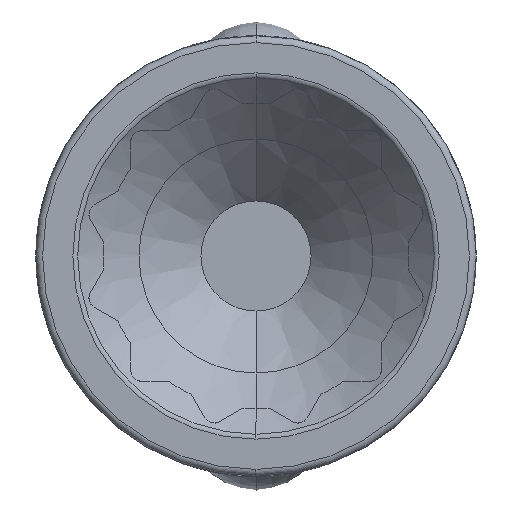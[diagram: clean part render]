
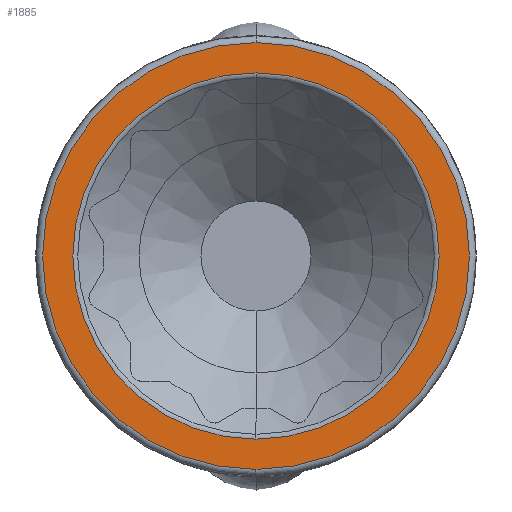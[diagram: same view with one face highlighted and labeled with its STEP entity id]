
A CAD part, left-side view. The second image highlights one B-rep face of the part: STEP entity #1885.
In plain terms, the highlighted planar face has unit normal (-1, 0, 0).
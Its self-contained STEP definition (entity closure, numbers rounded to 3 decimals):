
#146 = AXIS2_PLACEMENT_3D ( 'NONE', #4881, #1892, #7839 ) ;
#482 = EDGE_CURVE ( 'NONE', #6179, #2036, #1551, .T. ) ;
#556 = CARTESIAN_POINT ( 'NONE',  ( -49., 0., 0. ) ) ;
#695 = DIRECTION ( 'NONE',  ( -1., 0., 0. ) ) ;
#977 = AXIS2_PLACEMENT_3D ( 'NONE', #556, #1175, #5998 ) ;
#988 = EDGE_LOOP ( 'NONE', ( #3965, #6941 ) ) ;
#1175 = DIRECTION ( 'NONE',  ( 1., 0., 0. ) ) ;
#1551 = CIRCLE ( 'NONE', #3608, 15.5 ) ;
#1857 = VERTEX_POINT ( 'NONE', #6161 ) ;
#1885 = ADVANCED_FACE ( 'NONE', ( #6731, #6832 ), #3693, .T. ) ;
#1892 = DIRECTION ( 'NONE',  ( 1., 0., 0. ) ) ;
#1965 = DIRECTION ( 'NONE',  ( 0., 0., 1. ) ) ;
#2036 = VERTEX_POINT ( 'NONE', #6127 ) ;
#2110 = AXIS2_PLACEMENT_3D ( 'NONE', #4314, #695, #5512 ) ;
#2440 = EDGE_CURVE ( 'NONE', #1857, #3673, #3402, .T. ) ;
#2588 = DIRECTION ( 'NONE',  ( 0., 0., 1. ) ) ;
#3194 = EDGE_CURVE ( 'NONE', #2036, #6179, #6962, .T. ) ;
#3232 = ORIENTED_EDGE ( 'NONE', *, *, #482, .T. ) ;
#3402 = CIRCLE ( 'NONE', #146, 13.307 ) ;
#3608 = AXIS2_PLACEMENT_3D ( 'NONE', #4883, #5469, #1965 ) ;
#3673 = VERTEX_POINT ( 'NONE', #4895 ) ;
#3693 = PLANE ( 'NONE',  #2110 ) ;
#3965 = ORIENTED_EDGE ( 'NONE', *, *, #5737, .T. ) ;
#4314 = CARTESIAN_POINT ( 'NONE',  ( -49., 0., -16. ) ) ;
#4881 = CARTESIAN_POINT ( 'NONE',  ( -49., 0., 0. ) ) ;
#4883 = CARTESIAN_POINT ( 'NONE',  ( -49., 0., 0. ) ) ;
#4895 = CARTESIAN_POINT ( 'NONE',  ( -49., 0., 13.307 ) ) ;
#5167 = EDGE_LOOP ( 'NONE', ( #6764, #3232 ) ) ;
#5469 = DIRECTION ( 'NONE',  ( -1., 0., 0. ) ) ;
#5512 = DIRECTION ( 'NONE',  ( 0., 0., 1. ) ) ;
#5660 = DIRECTION ( 'NONE',  ( -1., 0., 0. ) ) ;
#5737 = EDGE_CURVE ( 'NONE', #3673, #1857, #7820, .T. ) ;
#5998 = DIRECTION ( 'NONE',  ( 0., 0., 1. ) ) ;
#6127 = CARTESIAN_POINT ( 'NONE',  ( -49., 0., 15.5 ) ) ;
#6161 = CARTESIAN_POINT ( 'NONE',  ( -49., 0., -13.307 ) ) ;
#6179 = VERTEX_POINT ( 'NONE', #6357 ) ;
#6357 = CARTESIAN_POINT ( 'NONE',  ( -49., 0., -15.5 ) ) ;
#6625 = AXIS2_PLACEMENT_3D ( 'NONE', #7368, #5660, #2588 ) ;
#6731 = FACE_BOUND ( 'NONE', #988, .T. ) ;
#6764 = ORIENTED_EDGE ( 'NONE', *, *, #3194, .T. ) ;
#6832 = FACE_OUTER_BOUND ( 'NONE', #5167, .T. ) ;
#6941 = ORIENTED_EDGE ( 'NONE', *, *, #2440, .T. ) ;
#6962 = CIRCLE ( 'NONE', #6625, 15.5 ) ;
#7368 = CARTESIAN_POINT ( 'NONE',  ( -49., 0., 0. ) ) ;
#7820 = CIRCLE ( 'NONE', #977, 13.307 ) ;
#7839 = DIRECTION ( 'NONE',  ( 0., 0., 1. ) ) ;
